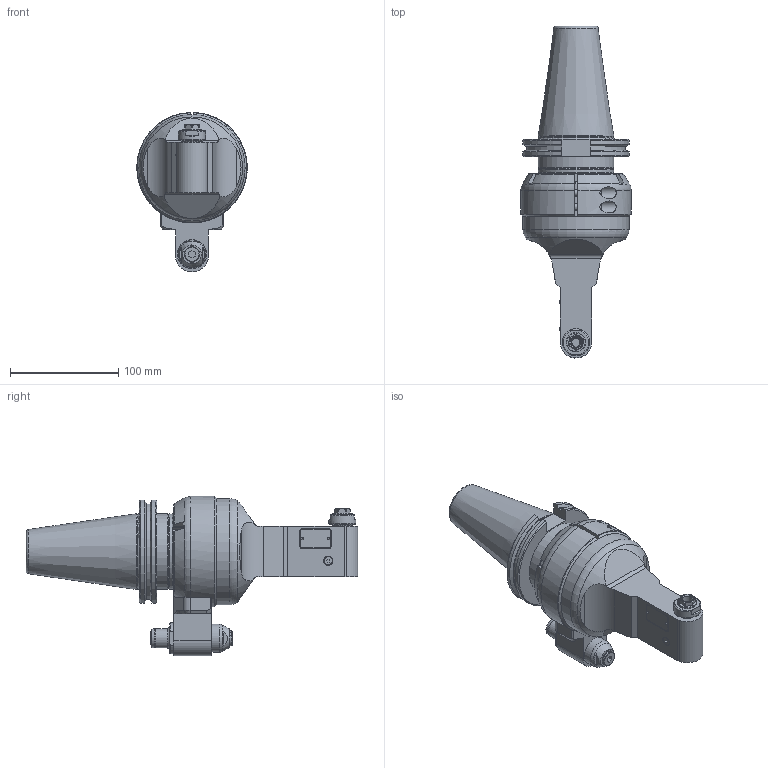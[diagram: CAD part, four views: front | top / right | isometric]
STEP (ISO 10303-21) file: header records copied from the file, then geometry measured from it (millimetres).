
FILE_DESCRIPTION(/* description */ (''),/* implementation_level */ '2;1');
FILE_NAME(/* name */ '9.F90.07000-4C50.stp',/* time_stamp */ '2025-11-10T11:41:19-05:00',/* author */ ('jkrenzer'),/* organization */ (''),/* preprocessor_version */ 'ST-DEVELOPER v20',/* originating_system */ 'Autodesk Inventor 2025',/* authorisation */ '');
FILE_SCHEMA (('AUTOMOTIVE_DESIGN { 1 0 10303 214 3 1 1 }'));
Length unit declared in the file: inch
Products named in the file (3): 9.F90.07000-4C50; 9_F90_07000; 9GA11C_458  (EVO, Type 1, Cat50, 80mm)
Assembly tree (2 placements, depth 2):
  9.F90.07000-4C50
    9_F90_07000
    9GA11C_458  (EVO, Type 1, Cat50, 80mm)
Bounding box: 102 x 306.54 x 146.98 mm (x, y, z)
Volume: 1085034.7 mm3; surface area: 162199.4 mm2
Topology: 4 solids, 5 shells, 570 faces, 1428 edges, 921 vertices
Faces by surface type: plane 260, cylinder 166, cone 104, torus 34, sphere 4, bspline 2
Full cylindrical faces by diameter (mm): 2.5 x3, 2.6 x2, 3 x2, 3.3 x2, 4.2 x2, 5 x2, 6 x2, 6.5 x3, 7 x2, 7.5 x1, 8 x2, 8.5 x21, 8.821 x1, 9 x2, 9.2 x1, 9.525 x1, 10 x4, 10.4 x2, 10.8 x1, 11 x2, 11.6 x1, 12 x3, 12.5 x2, 12.8 x1, 13 x1, 14 x1, 18 x4, 18.6 x1, 21.8 x1, 21.963 x1
Entity records: 19610 total; most frequent: CARTESIAN_POINT 5759, DIRECTION 2963, ORIENTED_EDGE 2798, EDGE_CURVE 1399, AXIS2_PLACEMENT_3D 1141, VERTEX_POINT 921, LINE 681, VECTOR 681
